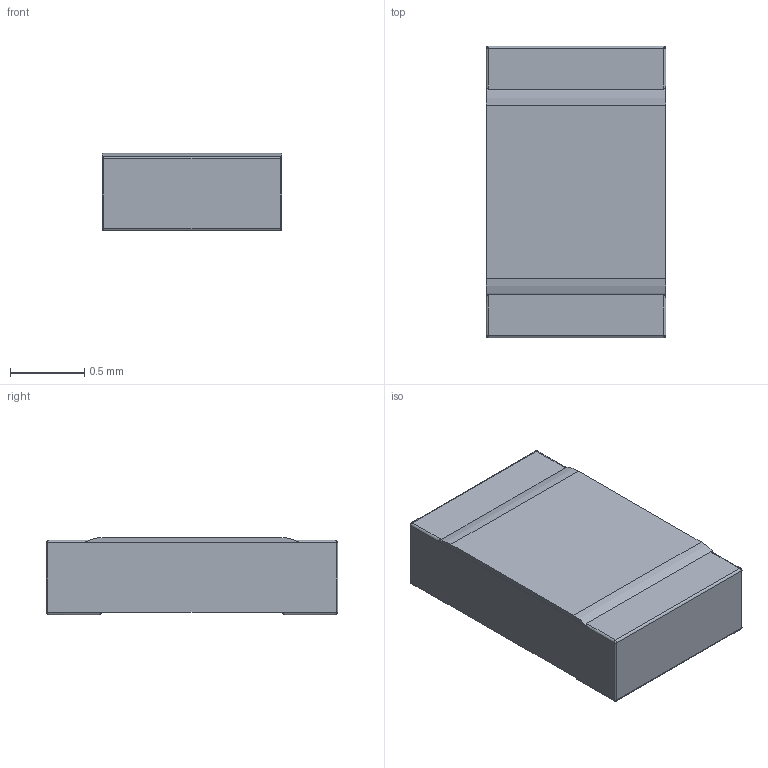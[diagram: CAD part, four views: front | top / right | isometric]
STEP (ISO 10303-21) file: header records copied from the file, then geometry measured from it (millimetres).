
FILE_DESCRIPTION(('STEP AP214'),'1');
FILE_NAME('.stp','2020-02-13T00:02:24',(' '),(' '),'Spatial InterOp 3D',' ',' ');
FILE_SCHEMA(('AUTOMOTIVE_DESIGN { 1 0 10303 214 1 1 1 1 }'));
Length unit declared in the file: metre
Products named in the file (6): 3D CAD_HV73(V) 2A.解析モデル; Component1; Component2; Component3; Component4; Component5
Assembly tree (5 placements, depth 2):
  3D CAD_HV73(V) 2A.解析モデル
    Component1
    Component2
    Component3
    Component4
    Component5
Bounding box: 1.21 x 1.96 x 0.52 mm (x, y, z)
Volume: 1.2 mm3; surface area: 19.5 mm2
Topology: 5 solids, 5 shells, 72 faces, 150 edges, 76 vertices
Faces by surface type: cylinder 32, plane 28, bspline 12
Entity records: 2796 total; most frequent: CARTESIAN_POINT 640, DIRECTION 310, ORIENTED_EDGE 276, EDGE_CURVE 138, AXIS2_PLACEMENT_3D 112, LINE 86, VECTOR 86, STYLED_ITEM 77
